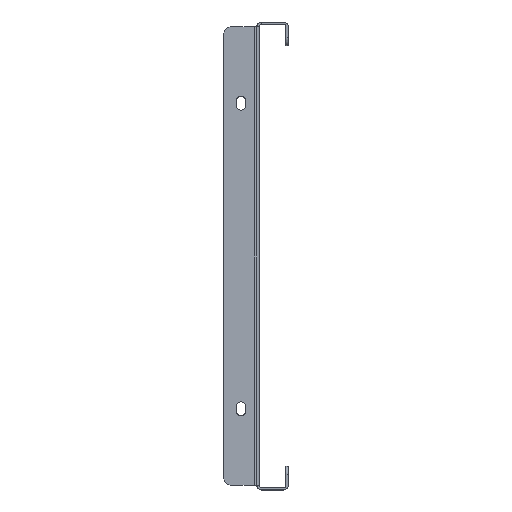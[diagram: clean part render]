
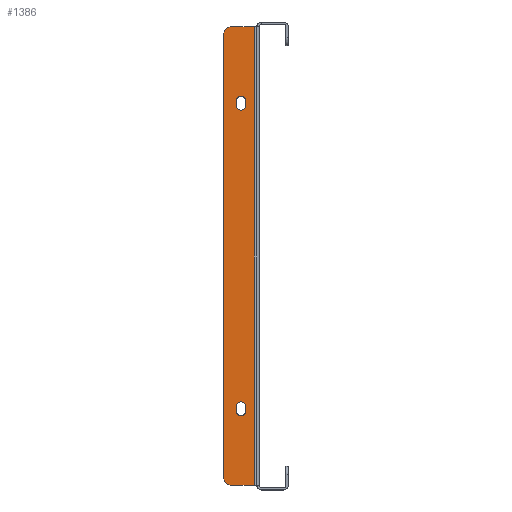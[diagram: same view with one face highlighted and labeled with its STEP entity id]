
A CAD part, left-side view. The second image highlights one B-rep face of the part: STEP entity #1386.
In plain terms, the highlighted planar face has unit normal (-1, 0, 0).
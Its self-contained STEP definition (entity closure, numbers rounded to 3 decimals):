
#11 = ORIENTED_EDGE ( 'NONE', *, *, #8858, .F. ) ;
#403 = LINE ( 'NONE', #6719, #1554 ) ;
#634 = CARTESIAN_POINT ( 'NONE',  ( -446., 7.25, 95.25 ) ) ;
#648 = ORIENTED_EDGE ( 'NONE', *, *, #10045, .F. ) ;
#676 = DIRECTION ( 'NONE',  ( 0., -1., 0. ) ) ;
#746 = FACE_BOUND ( 'NONE', #15229, .T. ) ;
#758 = VERTEX_POINT ( 'NONE', #14812 ) ;
#794 = VERTEX_POINT ( 'NONE', #9680 ) ;
#1009 = DIRECTION ( 'NONE',  ( -1., 0., 0. ) ) ;
#1034 = LINE ( 'NONE', #10115, #9306 ) ;
#1103 = ORIENTED_EDGE ( 'NONE', *, *, #7713, .T. ) ;
#1167 = ORIENTED_EDGE ( 'NONE', *, *, #3847, .F. ) ;
#1360 = CARTESIAN_POINT ( 'NONE',  ( -446., 10., 95.25 ) ) ;
#1386 = ADVANCED_FACE ( 'NONE', ( #16325, #746, #2121 ), #7325, .T. ) ;
#1484 = VERTEX_POINT ( 'NONE', #11630 ) ;
#1494 = LINE ( 'NONE', #6698, #4625 ) ;
#1515 = DIRECTION ( 'NONE',  ( 0., 0., 1. ) ) ;
#1554 = VECTOR ( 'NONE', #1515, 1000. ) ;
#1591 = DIRECTION ( 'NONE',  ( 0., 0., 1. ) ) ;
#1687 = VERTEX_POINT ( 'NONE', #7222 ) ;
#1836 = AXIS2_PLACEMENT_3D ( 'NONE', #1360, #14204, #6560 ) ;
#2030 = DIRECTION ( 'NONE',  ( 0., -1., 0. ) ) ;
#2083 = LINE ( 'NONE', #6955, #13593 ) ;
#2121 = FACE_OUTER_BOUND ( 'NONE', #6542, .T. ) ;
#2200 = CARTESIAN_POINT ( 'NONE',  ( -446., 16., -145.5 ) ) ;
#2291 = CARTESIAN_POINT ( 'NONE',  ( -446., 16., 140.5 ) ) ;
#2479 = AXIS2_PLACEMENT_3D ( 'NONE', #16512, #11060, #8548 ) ;
#2568 = ORIENTED_EDGE ( 'NONE', *, *, #13570, .T. ) ;
#2811 = VECTOR ( 'NONE', #1591, 1000. ) ;
#2932 = DIRECTION ( 'NONE',  ( 0., 0., 1. ) ) ;
#3020 = CARTESIAN_POINT ( 'NONE',  ( -446., 7.25, -95.25 ) ) ;
#3209 = ORIENTED_EDGE ( 'NONE', *, *, #12568, .T. ) ;
#3228 = VERTEX_POINT ( 'NONE', #2200 ) ;
#3336 = VERTEX_POINT ( 'NONE', #15704 ) ;
#3575 = DIRECTION ( 'NONE',  ( -1., 0., 0. ) ) ;
#3739 = CARTESIAN_POINT ( 'NONE',  ( -446., 0., 145.5 ) ) ;
#3764 = EDGE_LOOP ( 'NONE', ( #648, #1167, #7608, #4075 ) ) ;
#3815 = ORIENTED_EDGE ( 'NONE', *, *, #16113, .F. ) ;
#3847 = EDGE_CURVE ( 'NONE', #794, #15340, #3960, .T. ) ;
#3917 = VERTEX_POINT ( 'NONE', #12817 ) ;
#3960 = LINE ( 'NONE', #6853, #16883 ) ;
#4075 = ORIENTED_EDGE ( 'NONE', *, *, #10161, .F. ) ;
#4203 = CARTESIAN_POINT ( 'NONE',  ( -446., 1.5, 145.5 ) ) ;
#4337 = CIRCLE ( 'NONE', #12292, 5. ) ;
#4400 = AXIS2_PLACEMENT_3D ( 'NONE', #2291, #3575, #8958 ) ;
#4485 = ORIENTED_EDGE ( 'NONE', *, *, #6580, .F. ) ;
#4625 = VECTOR ( 'NONE', #9544, 1000. ) ;
#5098 = CARTESIAN_POINT ( 'NONE',  ( -446., 10., -95.25 ) ) ;
#5309 = CARTESIAN_POINT ( 'NONE',  ( -446., 12.75, 95.25 ) ) ;
#5459 = ORIENTED_EDGE ( 'NONE', *, *, #11700, .F. ) ;
#5550 = VERTEX_POINT ( 'NONE', #16213 ) ;
#5986 = VERTEX_POINT ( 'NONE', #4203 ) ;
#6049 = VERTEX_POINT ( 'NONE', #13154 ) ;
#6082 = AXIS2_PLACEMENT_3D ( 'NONE', #5098, #15385, #7257 ) ;
#6432 = CARTESIAN_POINT ( 'NONE',  ( -446., 12.75, -98.75 ) ) ;
#6542 = EDGE_LOOP ( 'NONE', ( #14140, #1103, #12522, #3209, #5459, #2568 ) ) ;
#6551 = VERTEX_POINT ( 'NONE', #15444 ) ;
#6560 = DIRECTION ( 'NONE',  ( 0., -1., 0. ) ) ;
#6580 = EDGE_CURVE ( 'NONE', #3917, #1484, #10817, .T. ) ;
#6698 = CARTESIAN_POINT ( 'NONE',  ( -446., 1.5, 0. ) ) ;
#6719 = CARTESIAN_POINT ( 'NONE',  ( -446., 7.25, 95.25 ) ) ;
#6853 = CARTESIAN_POINT ( 'NONE',  ( -446., 12.75, 95.25 ) ) ;
#6955 = CARTESIAN_POINT ( 'NONE',  ( -446., 21., -145.5 ) ) ;
#7222 = CARTESIAN_POINT ( 'NONE',  ( -446., 12.75, -95.25 ) ) ;
#7257 = DIRECTION ( 'NONE',  ( 0., 1., 0. ) ) ;
#7325 = PLANE ( 'NONE',  #14340 ) ;
#7585 = DIRECTION ( 'NONE',  ( 0., -1., 0. ) ) ;
#7608 = ORIENTED_EDGE ( 'NONE', *, *, #14762, .F. ) ;
#7684 = EDGE_CURVE ( 'NONE', #6551, #5986, #10088, .T. ) ;
#7713 = EDGE_CURVE ( 'NONE', #6551, #758, #8229, .T. ) ;
#7836 = LINE ( 'NONE', #14599, #2811 ) ;
#8229 = CIRCLE ( 'NONE', #4400, 5. ) ;
#8548 = DIRECTION ( 'NONE',  ( 0., 1., 0. ) ) ;
#8858 = EDGE_CURVE ( 'NONE', #1484, #1687, #11037, .T. ) ;
#8958 = DIRECTION ( 'NONE',  ( 0., -1., 0. ) ) ;
#9016 = EDGE_CURVE ( 'NONE', #6049, #758, #7836, .T. ) ;
#9306 = VECTOR ( 'NONE', #16347, 1000. ) ;
#9477 = CARTESIAN_POINT ( 'NONE',  ( -446., 10., 98.75 ) ) ;
#9544 = DIRECTION ( 'NONE',  ( 0., 0., 1. ) ) ;
#9680 = CARTESIAN_POINT ( 'NONE',  ( -446., 12.75, 98.75 ) ) ;
#9799 = CIRCLE ( 'NONE', #16636, 2.75 ) ;
#9820 = VECTOR ( 'NONE', #2932, 1000. ) ;
#10032 = CIRCLE ( 'NONE', #1836, 2.75 ) ;
#10045 = EDGE_CURVE ( 'NONE', #15340, #11633, #10032, .T. ) ;
#10088 = LINE ( 'NONE', #3739, #16162 ) ;
#10115 = CARTESIAN_POINT ( 'NONE',  ( -446., 12.75, -95.25 ) ) ;
#10161 = EDGE_CURVE ( 'NONE', #11633, #3336, #403, .T. ) ;
#10811 = DIRECTION ( 'NONE',  ( 0., 0., -1. ) ) ;
#10817 = LINE ( 'NONE', #3020, #9820 ) ;
#10966 = CARTESIAN_POINT ( 'NONE',  ( -446., 16., -140.5 ) ) ;
#11037 = CIRCLE ( 'NONE', #6082, 2.75 ) ;
#11060 = DIRECTION ( 'NONE',  ( -1., 0., 0. ) ) ;
#11630 = CARTESIAN_POINT ( 'NONE',  ( -446., 7.25, -95.25 ) ) ;
#11633 = VERTEX_POINT ( 'NONE', #634 ) ;
#11700 = EDGE_CURVE ( 'NONE', #5550, #3228, #2083, .T. ) ;
#11751 = VERTEX_POINT ( 'NONE', #6432 ) ;
#12292 = AXIS2_PLACEMENT_3D ( 'NONE', #10966, #16175, #676 ) ;
#12522 = ORIENTED_EDGE ( 'NONE', *, *, #9016, .F. ) ;
#12568 = EDGE_CURVE ( 'NONE', #6049, #3228, #4337, .T. ) ;
#12817 = CARTESIAN_POINT ( 'NONE',  ( -446., 7.25, -98.75 ) ) ;
#13154 = CARTESIAN_POINT ( 'NONE',  ( -446., 21., -140.5 ) ) ;
#13570 = EDGE_CURVE ( 'NONE', #5550, #5986, #1494, .T. ) ;
#13593 = VECTOR ( 'NONE', #16136, 1000. ) ;
#13741 = ORIENTED_EDGE ( 'NONE', *, *, #14403, .F. ) ;
#14140 = ORIENTED_EDGE ( 'NONE', *, *, #7684, .F. ) ;
#14204 = DIRECTION ( 'NONE',  ( -1., 0., 0. ) ) ;
#14340 = AXIS2_PLACEMENT_3D ( 'NONE', #16494, #1009, #7585 ) ;
#14403 = EDGE_CURVE ( 'NONE', #1687, #11751, #1034, .T. ) ;
#14491 = CIRCLE ( 'NONE', #2479, 2.75 ) ;
#14599 = CARTESIAN_POINT ( 'NONE',  ( -446., 21., 145.5 ) ) ;
#14762 = EDGE_CURVE ( 'NONE', #3336, #794, #9799, .T. ) ;
#14812 = CARTESIAN_POINT ( 'NONE',  ( -446., 21., 140.5 ) ) ;
#15119 = DIRECTION ( 'NONE',  ( -1., 0., 0. ) ) ;
#15229 = EDGE_LOOP ( 'NONE', ( #11, #4485, #3815, #13741 ) ) ;
#15340 = VERTEX_POINT ( 'NONE', #5309 ) ;
#15380 = DIRECTION ( 'NONE',  ( 0., -1., 0. ) ) ;
#15385 = DIRECTION ( 'NONE',  ( -1., 0., 0. ) ) ;
#15444 = CARTESIAN_POINT ( 'NONE',  ( -446., 16., 145.5 ) ) ;
#15704 = CARTESIAN_POINT ( 'NONE',  ( -446., 7.25, 98.75 ) ) ;
#16113 = EDGE_CURVE ( 'NONE', #11751, #3917, #14491, .T. ) ;
#16136 = DIRECTION ( 'NONE',  ( 0., 1., 0. ) ) ;
#16162 = VECTOR ( 'NONE', #15380, 1000. ) ;
#16175 = DIRECTION ( 'NONE',  ( -1., 0., 0. ) ) ;
#16213 = CARTESIAN_POINT ( 'NONE',  ( -446., 1.5, -145.5 ) ) ;
#16325 = FACE_BOUND ( 'NONE', #3764, .T. ) ;
#16347 = DIRECTION ( 'NONE',  ( 0., 0., -1. ) ) ;
#16494 = CARTESIAN_POINT ( 'NONE',  ( -446., 0., 0. ) ) ;
#16512 = CARTESIAN_POINT ( 'NONE',  ( -446., 10., -98.75 ) ) ;
#16636 = AXIS2_PLACEMENT_3D ( 'NONE', #9477, #15119, #2030 ) ;
#16883 = VECTOR ( 'NONE', #10811, 1000. ) ;
